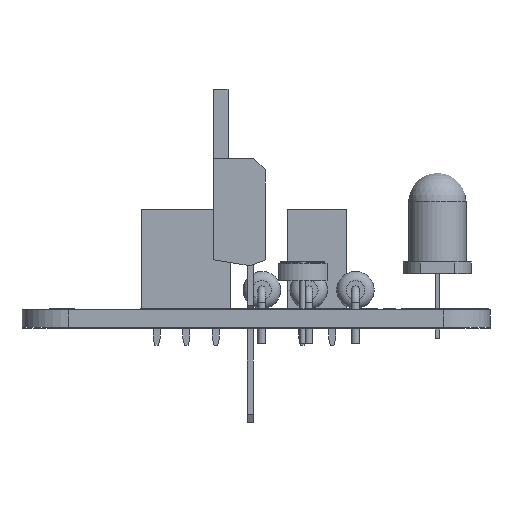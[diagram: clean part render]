
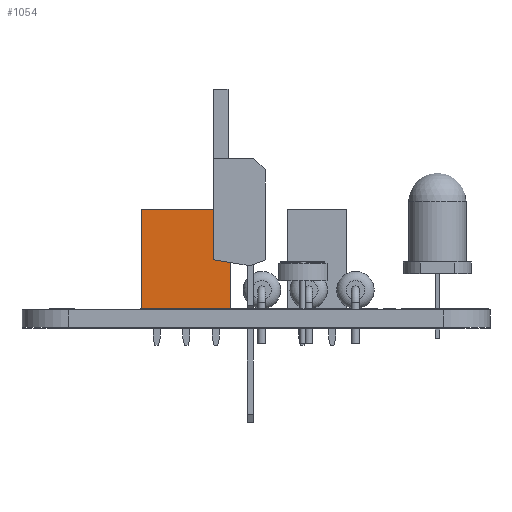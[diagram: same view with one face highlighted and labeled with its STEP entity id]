
A CAD part, left-side view. The second image highlights one B-rep face of the part: STEP entity #1054.
In plain terms, the highlighted planar face has unit normal (-1, 0, 0).
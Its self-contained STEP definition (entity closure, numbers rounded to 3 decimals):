
#531 = VERTEX_POINT('',#532);
#532 = CARTESIAN_POINT('',(-1.27,-6.35,0.));
#540 = EDGE_CURVE('',#531,#541,#543,.T.);
#541 = VERTEX_POINT('',#542);
#542 = CARTESIAN_POINT('',(-1.27,-6.35,8.5));
#543 = LINE('',#544,#545);
#544 = CARTESIAN_POINT('',(-1.27,-6.35,0.));
#545 = VECTOR('',#546,1.);
#546 = DIRECTION('',(0.,0.,1.));
#603 = VERTEX_POINT('',#604);
#604 = CARTESIAN_POINT('',(-1.27,1.27,8.5));
#610 = EDGE_CURVE('',#611,#603,#613,.T.);
#611 = VERTEX_POINT('',#612);
#612 = CARTESIAN_POINT('',(-1.27,1.27,0.));
#613 = LINE('',#614,#615);
#614 = CARTESIAN_POINT('',(-1.27,1.27,0.));
#615 = VECTOR('',#616,1.);
#616 = DIRECTION('',(0.,0.,1.));
#675 = EDGE_CURVE('',#603,#541,#676,.T.);
#676 = LINE('',#677,#678);
#677 = CARTESIAN_POINT('',(-1.27,1.27,8.5));
#678 = VECTOR('',#679,1.);
#679 = DIRECTION('',(0.,-1.,0.));
#800 = EDGE_CURVE('',#611,#531,#801,.T.);
#801 = LINE('',#802,#803);
#802 = CARTESIAN_POINT('',(-1.27,1.27,0.));
#803 = VECTOR('',#804,1.);
#804 = DIRECTION('',(0.,-1.,0.));
#1054 = ADVANCED_FACE('',(#1055),#1061,.F.);
#1055 = FACE_BOUND('',#1056,.F.);
#1056 = EDGE_LOOP('',(#1057,#1058,#1059,#1060));
#1057 = ORIENTED_EDGE('',*,*,#610,.T.);
#1058 = ORIENTED_EDGE('',*,*,#675,.T.);
#1059 = ORIENTED_EDGE('',*,*,#540,.F.);
#1060 = ORIENTED_EDGE('',*,*,#800,.F.);
#1061 = PLANE('',#1062);
#1062 = AXIS2_PLACEMENT_3D('',#1063,#1064,#1065);
#1063 = CARTESIAN_POINT('',(-1.27,1.27,0.));
#1064 = DIRECTION('',(1.,0.,0.));
#1065 = DIRECTION('',(0.,-1.,0.));
